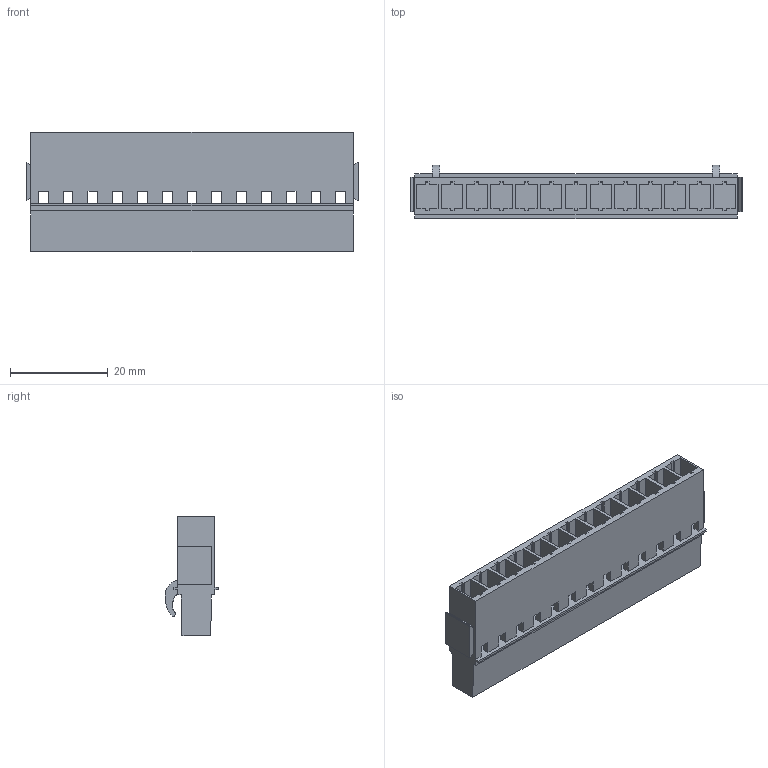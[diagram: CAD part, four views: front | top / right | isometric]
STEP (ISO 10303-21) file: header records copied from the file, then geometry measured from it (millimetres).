
FILE_DESCRIPTION(('CATIA V5 STEP Exchange','CAx-IF Rec.Pracs.--- Model Styling and Organization---1.2---2011-12-15'),'2;1');
FILE_NAME ('D1454303_0_1649480000_1649480000.stp','2018-09-01T02:32:12+00:00',('none'),('Weidmueller'),'CATIA Version 5-6 Release 2014','CATIA V5 STEP AP214','none');
FILE_SCHEMA(('AUTOMOTIVE_DESIGN { 1 0 10303 214 1 1 1 1 }'));
Length unit declared in the file: millimetre
Products named in the file (1): 1649480000
Bounding box: 68.04 x 11 x 24.55 mm (x, y, z)
Volume: 6904.1 mm3; surface area: 9127.1 mm2
Topology: 1 solids, 1 shells, 378 faces, 1144 edges, 752 vertices
Faces by surface type: plane 308, cylinder 44, cone 26
Entity records: 11543 total; most frequent: ORIENTED_EDGE 2288, CARTESIAN_POINT 2062, DIRECTION 1459, EDGE_CURVE 1144, VECTOR 1025, LINE 1025, VERTEX_POINT 752, EDGE_LOOP 414
